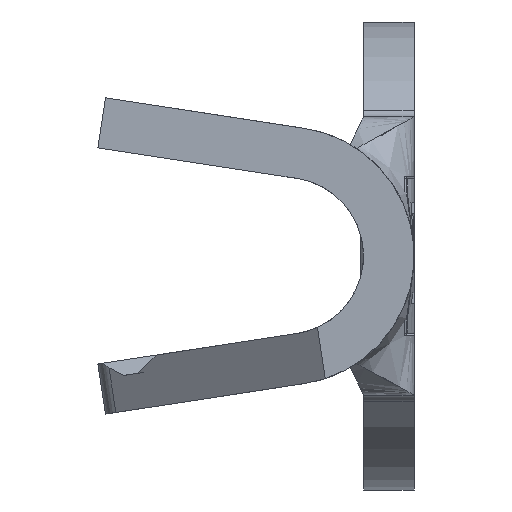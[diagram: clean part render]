
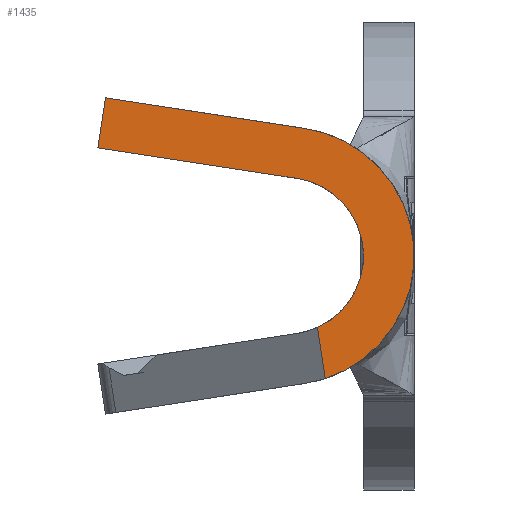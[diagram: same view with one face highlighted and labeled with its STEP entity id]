
A CAD part, left-side view. The second image highlights one B-rep face of the part: STEP entity #1435.
In plain terms, the highlighted planar face has unit normal (-1, 0, 0).
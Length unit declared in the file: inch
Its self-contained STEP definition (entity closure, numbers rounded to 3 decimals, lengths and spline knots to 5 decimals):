
#48 = LINE ( 'NONE', #2481, #3114 ) ;
#143 = VERTEX_POINT ( 'NONE', #4009 ) ;
#195 = VERTEX_POINT ( 'NONE', #3387 ) ;
#306 = CARTESIAN_POINT ( 'NONE',  ( -0.345, 0.125, 0.04273 ) ) ;
#409 = DIRECTION ( 'NONE',  ( 0., -0.152, -0.988 ) ) ;
#473 = ORIENTED_EDGE ( 'NONE', *, *, #3298, .F. ) ;
#544 = AXIS2_PLACEMENT_3D ( 'NONE', #2702, #3371, #2650 ) ;
#679 = CARTESIAN_POINT ( 'NONE',  ( -0.345, 0.04326, 0.05041 ) ) ;
#708 = ORIENTED_EDGE ( 'NONE', *, *, #1311, .F. ) ;
#710 = AXIS2_PLACEMENT_3D ( 'NONE', #2773, #2779, #2831 ) ;
#742 = VERTEX_POINT ( 'NONE', #1678 ) ;
#1039 = VECTOR ( 'NONE', #409, 39.37008 ) ;
#1098 = CIRCLE ( 'NONE', #3042, 0.051 ) ;
#1203 = ORIENTED_EDGE ( 'NONE', *, *, #3349, .F. ) ;
#1204 = VERTEX_POINT ( 'NONE', #2112 ) ;
#1211 = VERTEX_POINT ( 'NONE', #306 ) ;
#1311 = EDGE_CURVE ( 'NONE', #1204, #1211, #48, .T. ) ;
#1435 = ADVANCED_FACE ( 'NONE', ( #4027 ), #2741, .F. ) ;
#1448 = LINE ( 'NONE', #679, #3970 ) ;
#1500 = EDGE_LOOP ( 'NONE', ( #473, #1565, #1203, #1679, #4356, #708 ) ) ;
#1531 = VECTOR ( 'NONE', #2750, 39.37008 ) ;
#1565 = ORIENTED_EDGE ( 'NONE', *, *, #2277, .T. ) ;
#1678 = CARTESIAN_POINT ( 'NONE',  ( -0.345, 0.03824, -0.02825 ) ) ;
#1679 = ORIENTED_EDGE ( 'NONE', *, *, #1938, .F. ) ;
#1682 = LINE ( 'NONE', #3644, #1531 ) ;
#1706 = EDGE_CURVE ( 'NONE', #1211, #2940, #1682, .T. ) ;
#1938 = EDGE_CURVE ( 'NONE', #2940, #143, #1448, .T. ) ;
#2112 = CARTESIAN_POINT ( 'NONE',  ( -0.345, 0.04629, 0.03064 ) ) ;
#2189 = DIRECTION ( 'NONE',  ( 0., 0.988, 0.152 ) ) ;
#2277 = EDGE_CURVE ( 'NONE', #742, #195, #4451, .T. ) ;
#2481 = CARTESIAN_POINT ( 'NONE',  ( -0.345, 0.04629, 0.03064 ) ) ;
#2553 = CARTESIAN_POINT ( 'NONE',  ( -0.345, 0.03958, -0.01949 ) ) ;
#2650 = DIRECTION ( 'NONE',  ( 0., 0., -1. ) ) ;
#2654 = DIRECTION ( 'NONE',  ( 0., -0.988, -0.152 ) ) ;
#2702 = CARTESIAN_POINT ( 'NONE',  ( -0.345, 0.051, 0. ) ) ;
#2741 = PLANE ( 'NONE',  #710 ) ;
#2750 = DIRECTION ( 'NONE',  ( 0., -0.152, 0.988 ) ) ;
#2773 = CARTESIAN_POINT ( 'NONE',  ( -0.345, 0.051, 0. ) ) ;
#2779 = DIRECTION ( 'NONE',  ( 1., 0., 0. ) ) ;
#2831 = DIRECTION ( 'NONE',  ( 0., 0., -1. ) ) ;
#2940 = VERTEX_POINT ( 'NONE', #3352 ) ;
#3042 = AXIS2_PLACEMENT_3D ( 'NONE', #4331, #4322, #4319 ) ;
#3114 = VECTOR ( 'NONE', #2189, 39.37008 ) ;
#3298 = EDGE_CURVE ( 'NONE', #742, #1204, #3940, .T. ) ;
#3349 = EDGE_CURVE ( 'NONE', #143, #195, #1098, .T. ) ;
#3352 = CARTESIAN_POINT ( 'NONE',  ( -0.345, 0.12196, 0.0625 ) ) ;
#3371 = DIRECTION ( 'NONE',  ( -1., 0., 0. ) ) ;
#3387 = CARTESIAN_POINT ( 'NONE',  ( -0.345, 0.03513, -0.04847 ) ) ;
#3644 = CARTESIAN_POINT ( 'NONE',  ( -0.345, 0.125, 0.04273 ) ) ;
#3940 = CIRCLE ( 'NONE', #544, 0.031 ) ;
#3970 = VECTOR ( 'NONE', #2654, 39.37008 ) ;
#4009 = CARTESIAN_POINT ( 'NONE',  ( -0.345, 0.04326, 0.05041 ) ) ;
#4027 = FACE_OUTER_BOUND ( 'NONE', #1500, .T. ) ;
#4319 = DIRECTION ( 'NONE',  ( 0., 0., -1. ) ) ;
#4322 = DIRECTION ( 'NONE',  ( 1., 0., 0. ) ) ;
#4331 = CARTESIAN_POINT ( 'NONE',  ( -0.345, 0.051, 0. ) ) ;
#4356 = ORIENTED_EDGE ( 'NONE', *, *, #1706, .F. ) ;
#4451 = LINE ( 'NONE', #2553, #1039 ) ;
